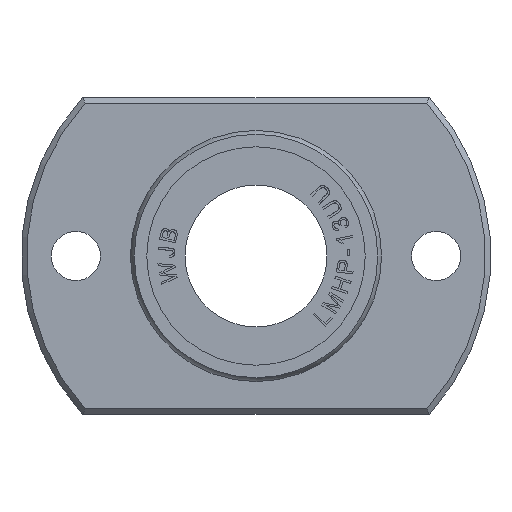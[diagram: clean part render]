
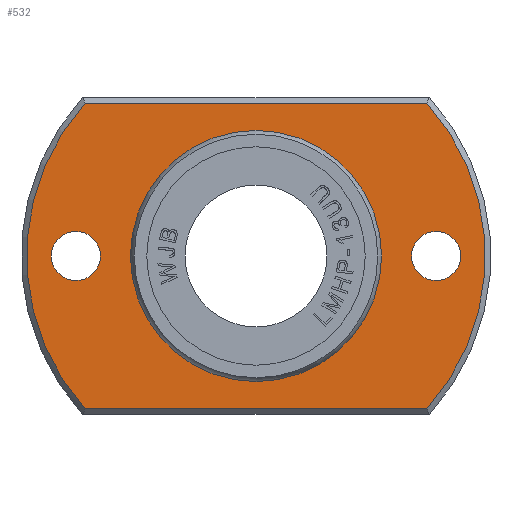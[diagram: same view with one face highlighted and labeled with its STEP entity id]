
A CAD part, left-side view. The second image highlights one B-rep face of the part: STEP entity #532.
In plain terms, the highlighted planar face has unit normal (-1, 0, 0).
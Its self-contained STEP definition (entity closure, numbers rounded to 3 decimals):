
#532=ADVANCED_FACE('',(#1258,#1259,#1260,#1261),#897,.T.);
#897=PLANE('',#6699);
#1165=CIRCLE('',#6689,21.);
#1166=CIRCLE('',#6691,21.);
#1169=CIRCLE('',#6696,2.25);
#1170=CIRCLE('',#6697,2.25);
#1171=CIRCLE('',#6698,11.286);
#1258=FACE_BOUND('',#1358,.T.);
#1259=FACE_BOUND('',#1359,.T.);
#1260=FACE_BOUND('',#1360,.T.);
#1261=FACE_BOUND('',#1361,.T.);
#1358=EDGE_LOOP('',(#2480));
#1359=EDGE_LOOP('',(#2481));
#1360=EDGE_LOOP('',(#2482));
#1361=EDGE_LOOP('',(#2483,#2484,#2485,#2486));
#1836=B_SPLINE_CURVE_WITH_KNOTS('',3,(#9990,#9991,#9992,#9993),.UNSPECIFIED.,
 .F.,.F.,(4,4),(0.,1.),.UNSPECIFIED.);
#1837=B_SPLINE_CURVE_WITH_KNOTS('',3,(#9994,#9995,#9996,#9997),.UNSPECIFIED.,
 .F.,.F.,(4,4),(0.,1.),.UNSPECIFIED.);
#2480=ORIENTED_EDGE('',*,*,#4945,.F.);
#2481=ORIENTED_EDGE('',*,*,#4946,.F.);
#2482=ORIENTED_EDGE('',*,*,#4947,.F.);
#2483=ORIENTED_EDGE('',*,*,#4936,.F.);
#2484=ORIENTED_EDGE('',*,*,#4948,.F.);
#2485=ORIENTED_EDGE('',*,*,#4938,.F.);
#2486=ORIENTED_EDGE('',*,*,#4949,.F.);
#4316=VERTEX_POINT('',#9952);
#4317=VERTEX_POINT('',#9954);
#4318=VERTEX_POINT('',#9961);
#4319=VERTEX_POINT('',#9962);
#4324=VERTEX_POINT('',#9985);
#4325=VERTEX_POINT('',#9987);
#4326=VERTEX_POINT('',#9989);
#4936=EDGE_CURVE('',#4316,#4317,#1165,.T.);
#4938=EDGE_CURVE('',#4318,#4319,#1166,.T.);
#4945=EDGE_CURVE('',#4324,#4324,#1169,.T.);
#4946=EDGE_CURVE('',#4325,#4325,#1170,.T.);
#4947=EDGE_CURVE('',#4326,#4326,#1171,.T.);
#4948=EDGE_CURVE('',#4319,#4316,#1836,.T.);
#4949=EDGE_CURVE('',#4317,#4318,#1837,.T.);
#6689=AXIS2_PLACEMENT_3D('',#9953,#7258,#7259);
#6691=AXIS2_PLACEMENT_3D('',#9960,#7262,#7263);
#6696=AXIS2_PLACEMENT_3D('',#9984,#7273,#7274);
#6697=AXIS2_PLACEMENT_3D('',#9986,#7275,#7276);
#6698=AXIS2_PLACEMENT_3D('',#9988,#7277,#7278);
#6699=AXIS2_PLACEMENT_3D('',#9998,#7279,#7280);
#7258=DIRECTION('',(1.,0.,0.));
#7259=DIRECTION('',(0.,0.,-1.));
#7262=DIRECTION('',(1.,0.,0.));
#7263=DIRECTION('',(0.,0.,-1.));
#7273=DIRECTION('',(-1.,0.,0.));
#7274=DIRECTION('',(0.,0.,1.));
#7275=DIRECTION('',(-1.,0.,0.));
#7276=DIRECTION('',(0.,0.,1.));
#7277=DIRECTION('',(-1.,0.,0.));
#7278=DIRECTION('',(0.,0.,1.));
#7279=DIRECTION('',(-1.,0.,0.));
#7280=DIRECTION('',(0.,0.,1.));
#9952=CARTESIAN_POINT('',(6.,15.652,-14.));
#9953=CARTESIAN_POINT('',(6.,0.,0.));
#9954=CARTESIAN_POINT('',(6.,15.652,14.));
#9960=CARTESIAN_POINT('',(6.,0.,0.));
#9961=CARTESIAN_POINT('',(6.,-15.652,14.));
#9962=CARTESIAN_POINT('',(6.,-15.652,-14.));
#9984=CARTESIAN_POINT('',(6.,-16.5,0.));
#9985=CARTESIAN_POINT('',(6.,-16.5,2.25));
#9986=CARTESIAN_POINT('',(6.,16.5,0.));
#9987=CARTESIAN_POINT('',(6.,16.5,2.25));
#9988=CARTESIAN_POINT('',(6.,0.,0.));
#9989=CARTESIAN_POINT('',(6.,0.,11.286));
#9990=CARTESIAN_POINT('',(6.,-15.652,-14.));
#9991=CARTESIAN_POINT('',(6.,-5.217,-14.));
#9992=CARTESIAN_POINT('',(6.,5.217,-14.));
#9993=CARTESIAN_POINT('',(6.,15.652,-14.));
#9994=CARTESIAN_POINT('',(6.,15.652,14.));
#9995=CARTESIAN_POINT('',(6.,5.217,14.));
#9996=CARTESIAN_POINT('',(6.,-5.217,14.));
#9997=CARTESIAN_POINT('',(6.,-15.652,14.));
#9998=CARTESIAN_POINT('',(6.,0.,16.393));
